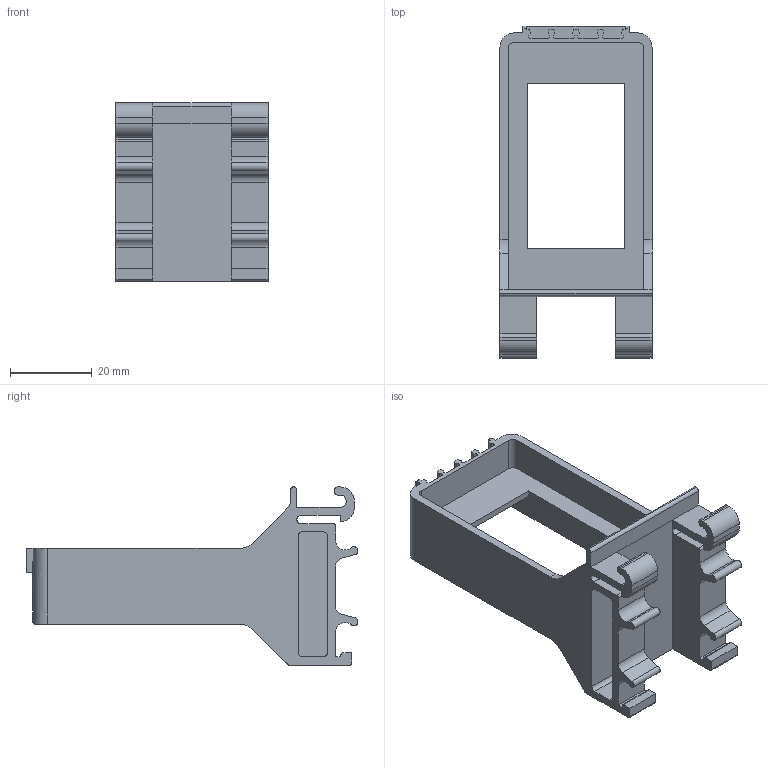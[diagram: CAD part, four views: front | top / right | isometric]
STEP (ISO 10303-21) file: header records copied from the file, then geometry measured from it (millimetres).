
FILE_DESCRIPTION(('CATIA V5 STEP Exchange','CAx-IF Rec.Pracs.--- Model Styling and Organization---1.2---2011-12-15'),'2;1');
FILE_NAME ('D1454516_0_1690150000_1690150000.stp','2018-09-20T17:58:43+00:00',('none'),('Weidmueller'),'CATIA Version 5-6 Release 2014','CATIA V5 STEP AP214','none');
FILE_SCHEMA(('AUTOMOTIVE_DESIGN { 1 0 10303 214 1 1 1 1 }'));
Length unit declared in the file: millimetre
Products named in the file (1): 1690150000
Bounding box: 37.3 x 81.4 x 43.7 mm (x, y, z)
Volume: 17424.6 mm3; surface area: 16693.3 mm2
Topology: 1 solids, 1 shells, 198 faces, 596 edges, 402 vertices
Faces by surface type: plane 139, cylinder 59
Entity records: 6339 total; most frequent: CARTESIAN_POINT 1213, ORIENTED_EDGE 1192, DIRECTION 854, EDGE_CURVE 596, VECTOR 464, LINE 464, VERTEX_POINT 402, AXIS2_PLACEMENT_3D 256
